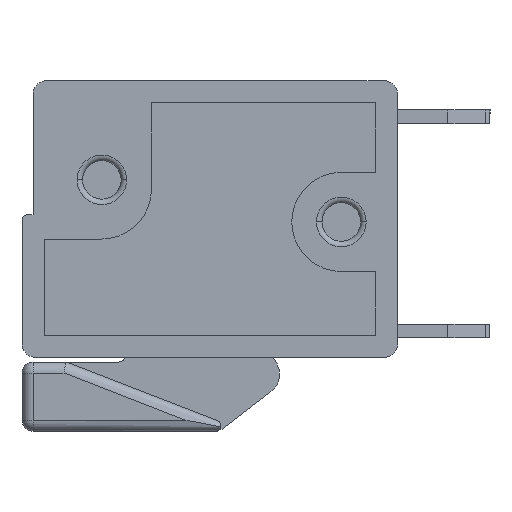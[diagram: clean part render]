
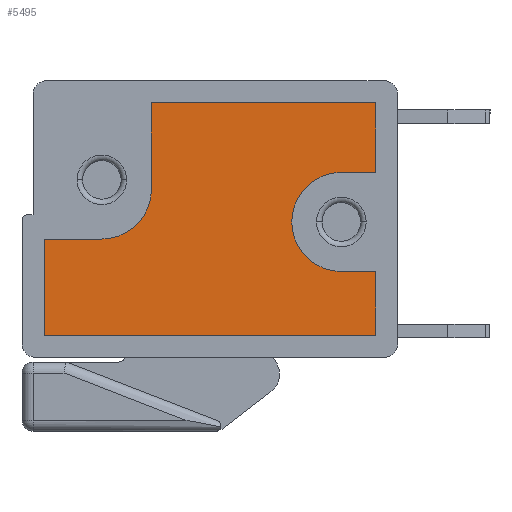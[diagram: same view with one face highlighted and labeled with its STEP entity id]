
A CAD part, left-side view. The second image highlights one B-rep face of the part: STEP entity #5495.
In plain terms, the highlighted face is planar.
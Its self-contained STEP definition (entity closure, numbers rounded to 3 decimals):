
#53 = AXIS2_PLACEMENT_3D ( 'NONE', #7394, #7400, #7462 ) ;
#70 = DIRECTION ( 'NONE',  ( -1., 0., 0. ) ) ;
#86 = DIRECTION ( 'NONE',  ( 0., 0., 1. ) ) ;
#147 = CARTESIAN_POINT ( 'NONE',  ( -3.925, -1.075, -5.02 ) ) ;
#238 = CARTESIAN_POINT ( 'NONE',  ( -6.025, 0.725, -5.02 ) ) ;
#246 = VERTEX_POINT ( 'NONE', #5965 ) ;
#388 = VERTEX_POINT ( 'NONE', #6388 ) ;
#390 = LINE ( 'NONE', #3112, #3656 ) ;
#427 = CIRCLE ( 'NONE', #53, 1.8 ) ;
#447 = EDGE_CURVE ( 'NONE', #3414, #634, #427, .T. ) ;
#451 = EDGE_LOOP ( 'NONE', ( #692, #992, #1416, #1700, #2030, #2422, #2940, #4277, #6829, #7912, #4037, #7512 ) ) ;
#581 = CARTESIAN_POINT ( 'NONE',  ( 6.025, 1.905, -5.02 ) ) ;
#634 = VERTEX_POINT ( 'NONE', #1031 ) ;
#677 = AXIS2_PLACEMENT_3D ( 'NONE', #3301, #3350, #3377 ) ;
#692 = ORIENTED_EDGE ( 'NONE', *, *, #4767, .T. ) ;
#937 = VECTOR ( 'NONE', #4285, 1000. ) ;
#992 = ORIENTED_EDGE ( 'NONE', *, *, #2631, .T. ) ;
#1016 = DIRECTION ( 'NONE',  ( -1., 0., 0. ) ) ;
#1031 = CARTESIAN_POINT ( 'NONE',  ( 2.975, 0.105, -5.02 ) ) ;
#1034 = LINE ( 'NONE', #8015, #7782 ) ;
#1075 = DIRECTION ( 'NONE',  ( 0., 0., -1. ) ) ;
#1103 = CARTESIAN_POINT ( 'NONE',  ( -3.925, -1.075, -5.02 ) ) ;
#1255 = PLANE ( 'NONE',  #2809 ) ;
#1416 = ORIENTED_EDGE ( 'NONE', *, *, #7299, .T. ) ;
#1700 = ORIENTED_EDGE ( 'NONE', *, *, #6005, .T. ) ;
#1866 = LINE ( 'NONE', #8186, #3758 ) ;
#1971 = EDGE_CURVE ( 'NONE', #4889, #7701, #6658, .T. ) ;
#2008 = DIRECTION ( 'NONE',  ( -1., 0., 0. ) ) ;
#2030 = ORIENTED_EDGE ( 'NONE', *, *, #3521, .T. ) ;
#2043 = VERTEX_POINT ( 'NONE', #6904 ) ;
#2117 = EDGE_CURVE ( 'NONE', #4145, #3414, #6263, .T. ) ;
#2152 = LINE ( 'NONE', #3452, #5292 ) ;
#2243 = CARTESIAN_POINT ( 'NONE',  ( -6.025, 4.225, -5.02 ) ) ;
#2298 = CARTESIAN_POINT ( 'NONE',  ( 4.775, -1.695, -5.02 ) ) ;
#2313 = VECTOR ( 'NONE', #7495, 1000. ) ;
#2422 = ORIENTED_EDGE ( 'NONE', *, *, #2117, .T. ) ;
#2622 = EDGE_CURVE ( 'NONE', #634, #3657, #7350, .T. ) ;
#2631 = EDGE_CURVE ( 'NONE', #388, #2043, #2152, .T. ) ;
#2809 = AXIS2_PLACEMENT_3D ( 'NONE', #1103, #1075, #1016 ) ;
#2870 = VERTEX_POINT ( 'NONE', #6227 ) ;
#2907 = LINE ( 'NONE', #4359, #937 ) ;
#2940 = ORIENTED_EDGE ( 'NONE', *, *, #447, .T. ) ;
#2992 = FACE_OUTER_BOUND ( 'NONE', #451, .T. ) ;
#3085 = DIRECTION ( 'NONE',  ( 1., 0., 0. ) ) ;
#3112 = CARTESIAN_POINT ( 'NONE',  ( -6.025, 4.225, -5.02 ) ) ;
#3301 = CARTESIAN_POINT ( 'NONE',  ( 4.775, 0.105, -5.02 ) ) ;
#3350 = DIRECTION ( 'NONE',  ( 0., 0., 1. ) ) ;
#3377 = DIRECTION ( 'NONE',  ( -1., 0., 0. ) ) ;
#3414 = VERTEX_POINT ( 'NONE', #6923 ) ;
#3452 = CARTESIAN_POINT ( 'NONE',  ( -3.925, 0.725, -5.02 ) ) ;
#3508 = DIRECTION ( 'NONE',  ( -1., 0., 0. ) ) ;
#3521 = EDGE_CURVE ( 'NONE', #2870, #4145, #2907, .T. ) ;
#3562 = VERTEX_POINT ( 'NONE', #3822 ) ;
#3656 = VECTOR ( 'NONE', #3085, 1000. ) ;
#3657 = VERTEX_POINT ( 'NONE', #2298 ) ;
#3682 = AXIS2_PLACEMENT_3D ( 'NONE', #147, #86, #70 ) ;
#3758 = VECTOR ( 'NONE', #8253, 1000. ) ;
#3778 = EDGE_CURVE ( 'NONE', #246, #4889, #1034, .T. ) ;
#3822 = CARTESIAN_POINT ( 'NONE',  ( 6.025, -1.695, -5.02 ) ) ;
#3868 = CIRCLE ( 'NONE', #3682, 1.8 ) ;
#4037 = ORIENTED_EDGE ( 'NONE', *, *, #3778, .T. ) ;
#4145 = VERTEX_POINT ( 'NONE', #5249 ) ;
#4277 = ORIENTED_EDGE ( 'NONE', *, *, #2622, .T. ) ;
#4285 = DIRECTION ( 'NONE',  ( 0., -1., 0. ) ) ;
#4326 = DIRECTION ( 'NONE',  ( 1., 0., 0. ) ) ;
#4359 = CARTESIAN_POINT ( 'NONE',  ( 6.025, 4.225, -5.02 ) ) ;
#4500 = VERTEX_POINT ( 'NONE', #2243 ) ;
#4761 = CARTESIAN_POINT ( 'NONE',  ( -2.125, -1.075, -5.02 ) ) ;
#4767 = EDGE_CURVE ( 'NONE', #7701, #388, #3868, .T. ) ;
#4796 = CARTESIAN_POINT ( 'NONE',  ( 4.775, -1.695, -5.02 ) ) ;
#4889 = VERTEX_POINT ( 'NONE', #6659 ) ;
#5004 = VECTOR ( 'NONE', #7261, 1000. ) ;
#5063 = EDGE_CURVE ( 'NONE', #3562, #246, #1866, .T. ) ;
#5249 = CARTESIAN_POINT ( 'NONE',  ( 6.025, 1.905, -5.02 ) ) ;
#5292 = VECTOR ( 'NONE', #3508, 1000. ) ;
#5495 = ADVANCED_FACE ( 'NONE', ( #2992 ), #1255, .T. ) ;
#5696 = VECTOR ( 'NONE', #2008, 1000. ) ;
#5853 = VECTOR ( 'NONE', #4326, 1000. ) ;
#5965 = CARTESIAN_POINT ( 'NONE',  ( 6.025, -4.225, -5.02 ) ) ;
#6005 = EDGE_CURVE ( 'NONE', #4500, #2870, #390, .T. ) ;
#6227 = CARTESIAN_POINT ( 'NONE',  ( 6.025, 4.225, -5.02 ) ) ;
#6263 = LINE ( 'NONE', #581, #5696 ) ;
#6388 = CARTESIAN_POINT ( 'NONE',  ( -3.925, 0.725, -5.02 ) ) ;
#6658 = LINE ( 'NONE', #7327, #5004 ) ;
#6659 = CARTESIAN_POINT ( 'NONE',  ( -2.125, -4.225, -5.02 ) ) ;
#6829 = ORIENTED_EDGE ( 'NONE', *, *, #7918, .T. ) ;
#6904 = CARTESIAN_POINT ( 'NONE',  ( -6.025, 0.725, -5.02 ) ) ;
#6923 = CARTESIAN_POINT ( 'NONE',  ( 4.775, 1.905, -5.02 ) ) ;
#7261 = DIRECTION ( 'NONE',  ( 0., 1., 0. ) ) ;
#7299 = EDGE_CURVE ( 'NONE', #2043, #4500, #7309, .T. ) ;
#7309 = LINE ( 'NONE', #238, #2313 ) ;
#7327 = CARTESIAN_POINT ( 'NONE',  ( -2.125, -4.225, -5.02 ) ) ;
#7350 = CIRCLE ( 'NONE', #677, 1.8 ) ;
#7394 = CARTESIAN_POINT ( 'NONE',  ( 4.775, 0.105, -5.02 ) ) ;
#7400 = DIRECTION ( 'NONE',  ( 0., 0., 1. ) ) ;
#7462 = DIRECTION ( 'NONE',  ( -1., 0., 0. ) ) ;
#7495 = DIRECTION ( 'NONE',  ( 0., 1., 0. ) ) ;
#7511 = LINE ( 'NONE', #4796, #5853 ) ;
#7512 = ORIENTED_EDGE ( 'NONE', *, *, #1971, .T. ) ;
#7701 = VERTEX_POINT ( 'NONE', #4761 ) ;
#7782 = VECTOR ( 'NONE', #8189, 1000. ) ;
#7912 = ORIENTED_EDGE ( 'NONE', *, *, #5063, .T. ) ;
#7918 = EDGE_CURVE ( 'NONE', #3657, #3562, #7511, .T. ) ;
#8015 = CARTESIAN_POINT ( 'NONE',  ( 6.025, -4.225, -5.02 ) ) ;
#8186 = CARTESIAN_POINT ( 'NONE',  ( 6.025, -1.695, -5.02 ) ) ;
#8189 = DIRECTION ( 'NONE',  ( -1., 0., 0. ) ) ;
#8253 = DIRECTION ( 'NONE',  ( 0., -1., 0. ) ) ;
